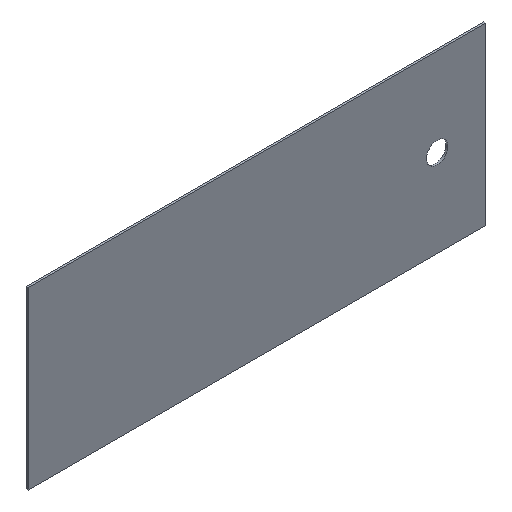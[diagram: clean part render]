
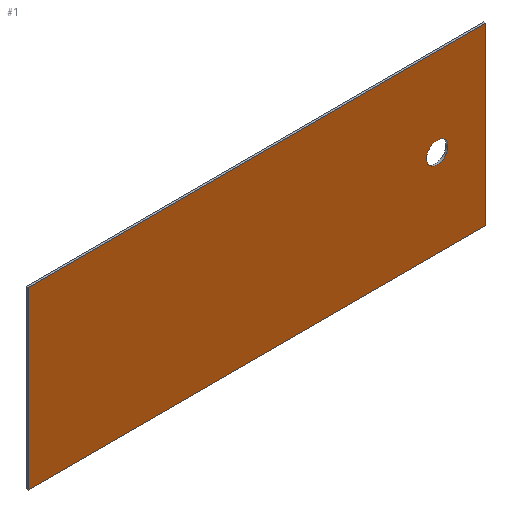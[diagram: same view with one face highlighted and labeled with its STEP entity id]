
A CAD part, isometric view. The second image highlights one B-rep face of the part: STEP entity #1.
In plain terms, the highlighted planar face has unit normal (0, -1, 0).
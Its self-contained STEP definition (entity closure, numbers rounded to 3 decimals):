
#1 = ADVANCED_FACE ( 'NONE', ( #178, #96 ), #163, .T. ) ;
#7 = CARTESIAN_POINT ( 'NONE',  ( 235., -2., -90. ) ) ;
#13 = VECTOR ( 'NONE', #114, 1000. ) ;
#22 = CARTESIAN_POINT ( 'NONE',  ( 0., -2., 0. ) ) ;
#30 = DIRECTION ( 'NONE',  ( 0., 0., -1. ) ) ;
#36 = EDGE_CURVE ( 'NONE', #56, #134, #300, .T. ) ;
#41 = VECTOR ( 'NONE', #30, 1000. ) ;
#42 = VERTEX_POINT ( 'NONE', #110 ) ;
#48 = CARTESIAN_POINT ( 'NONE',  ( -235., -2., 90. ) ) ;
#54 = DIRECTION ( 'NONE',  ( 0., 1., 0. ) ) ;
#56 = VERTEX_POINT ( 'NONE', #211 ) ;
#61 = CIRCLE ( 'NONE', #128, 11. ) ;
#62 = ORIENTED_EDGE ( 'NONE', *, *, #36, .T. ) ;
#63 = EDGE_CURVE ( 'NONE', #79, #42, #222, .T. ) ;
#65 = EDGE_LOOP ( 'NONE', ( #138, #228, #104, #229 ) ) ;
#66 = EDGE_CURVE ( 'NONE', #269, #175, #83, .T. ) ;
#79 = VERTEX_POINT ( 'NONE', #48 ) ;
#83 = LINE ( 'NONE', #161, #278 ) ;
#88 = LINE ( 'NONE', #214, #206 ) ;
#90 = CARTESIAN_POINT ( 'NONE',  ( -235., -2., 90. ) ) ;
#94 = CARTESIAN_POINT ( 'NONE',  ( -235., -2., -90. ) ) ;
#96 = FACE_OUTER_BOUND ( 'NONE', #65, .T. ) ;
#104 = ORIENTED_EDGE ( 'NONE', *, *, #203, .F. ) ;
#110 = CARTESIAN_POINT ( 'NONE',  ( 235., -2., 90. ) ) ;
#114 = DIRECTION ( 'NONE',  ( 1., 0., 0. ) ) ;
#122 = DIRECTION ( 'NONE',  ( 0., 0., 1. ) ) ;
#128 = AXIS2_PLACEMENT_3D ( 'NONE', #217, #54, #122 ) ;
#134 = VERTEX_POINT ( 'NONE', #165 ) ;
#136 = CARTESIAN_POINT ( 'NONE',  ( 185., -2., 0. ) ) ;
#138 = ORIENTED_EDGE ( 'NONE', *, *, #245, .F. ) ;
#161 = CARTESIAN_POINT ( 'NONE',  ( -235., -2., -90. ) ) ;
#163 = PLANE ( 'NONE',  #184 ) ;
#165 = CARTESIAN_POINT ( 'NONE',  ( 185., -2., 11. ) ) ;
#168 = CARTESIAN_POINT ( 'NONE',  ( 235., -2., 90. ) ) ;
#175 = VERTEX_POINT ( 'NONE', #94 ) ;
#177 = EDGE_CURVE ( 'NONE', #134, #56, #61, .T. ) ;
#178 = FACE_BOUND ( 'NONE', #258, .T. ) ;
#183 = DIRECTION ( 'NONE',  ( 0., 0., -1. ) ) ;
#184 = AXIS2_PLACEMENT_3D ( 'NONE', #22, #233, #183 ) ;
#191 = DIRECTION ( 'NONE',  ( -1., 0., 0. ) ) ;
#203 = EDGE_CURVE ( 'NONE', #175, #79, #88, .T. ) ;
#205 = AXIS2_PLACEMENT_3D ( 'NONE', #136, #287, #286 ) ;
#206 = VECTOR ( 'NONE', #265, 1000. ) ;
#211 = CARTESIAN_POINT ( 'NONE',  ( 185., -2., -11. ) ) ;
#214 = CARTESIAN_POINT ( 'NONE',  ( -235., -2., 90. ) ) ;
#217 = CARTESIAN_POINT ( 'NONE',  ( 185., -2., 0. ) ) ;
#222 = LINE ( 'NONE', #90, #13 ) ;
#228 = ORIENTED_EDGE ( 'NONE', *, *, #63, .F. ) ;
#229 = ORIENTED_EDGE ( 'NONE', *, *, #66, .F. ) ;
#233 = DIRECTION ( 'NONE',  ( 0., -1., 0. ) ) ;
#245 = EDGE_CURVE ( 'NONE', #42, #269, #296, .T. ) ;
#258 = EDGE_LOOP ( 'NONE', ( #261, #62 ) ) ;
#261 = ORIENTED_EDGE ( 'NONE', *, *, #177, .T. ) ;
#265 = DIRECTION ( 'NONE',  ( 0., 0., 1. ) ) ;
#269 = VERTEX_POINT ( 'NONE', #7 ) ;
#278 = VECTOR ( 'NONE', #191, 1000. ) ;
#286 = DIRECTION ( 'NONE',  ( 0., 0., 1. ) ) ;
#287 = DIRECTION ( 'NONE',  ( 0., 1., 0. ) ) ;
#296 = LINE ( 'NONE', #168, #41 ) ;
#300 = CIRCLE ( 'NONE', #205, 11. ) ;
